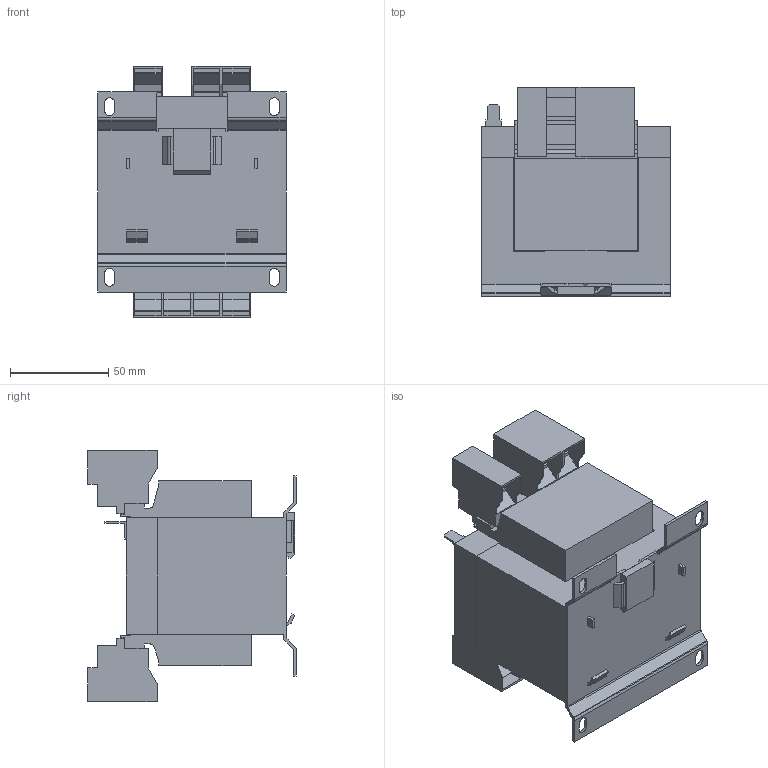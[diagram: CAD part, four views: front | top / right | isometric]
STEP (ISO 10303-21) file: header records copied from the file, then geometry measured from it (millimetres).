
FILE_DESCRIPTION (( 'STEP AP203' ), '1' );
FILE_NAME ('USTE250_2X115.step', '2024-10-31T16:58:57', ( '' ), ( '' ), 'SwSTEP 2.0', 'SolidWorks 2023', '' );
FILE_SCHEMA (( 'CONFIG_CONTROL_DESIGN' ));
Length unit declared in the file: inch
Products named in the file (1): USTE250_2X115
Bounding box: 96.05 x 106.42 x 128.2 mm (x, y, z)
Volume: 661773.3 mm3; surface area: 103918 mm2
Topology: 1 solids, 1 shells, 503 faces, 1467 edges, 968 vertices
Faces by surface type: plane 409, cylinder 90, bspline 4
Entity records: 16666 total; most frequent: CARTESIAN_POINT 3085, ORIENTED_EDGE 2930, DIRECTION 2637, EDGE_CURVE 1465, LINE 1277, VECTOR 1277, VERTEX_POINT 968, AXIS2_PLACEMENT_3D 680
